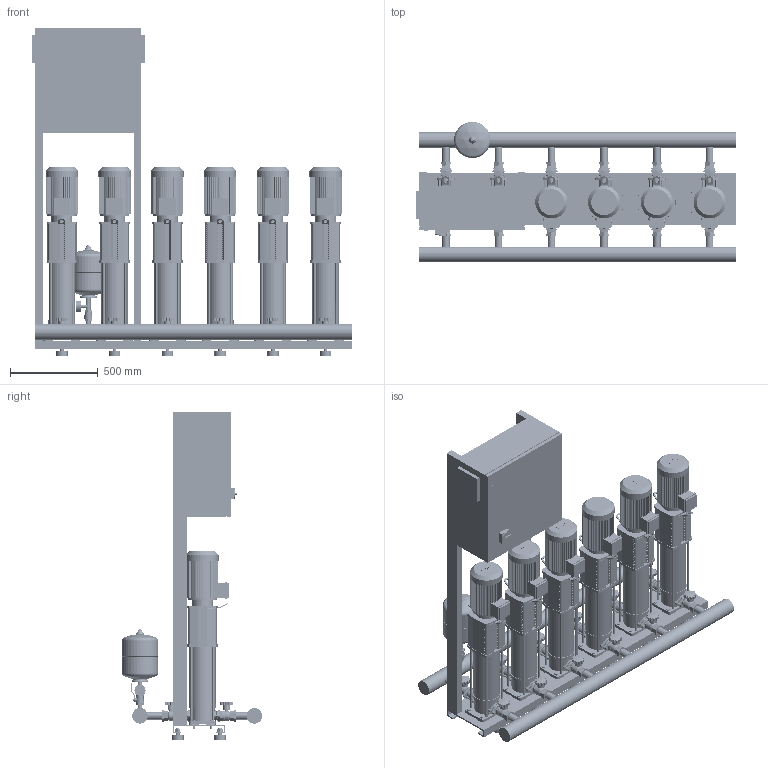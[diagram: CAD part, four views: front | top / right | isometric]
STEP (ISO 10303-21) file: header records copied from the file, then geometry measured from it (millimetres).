
FILE_DESCRIPTION((''),'2;1');
FILE_NAME('3d_CO-6HELIXV610_K_CC-01-2535373.stp','2016-01-25T07:49:14',(''),(''),'Mechanical Desktop 2009','Mechanical Desktop 2009',', , ');
FILE_SCHEMA(('CONFIG_CONTROL_DESIGN'));
Length unit declared in the file: millimetre
Products named in the file (1): Product
Bounding box: 1820 x 797.45 x 1870 mm (x, y, z)
Volume: 257441152.1 mm3; surface area: 14322734 mm2
Topology: 234 solids, 234 shells, 8873 faces, 23455 edges, 15462 vertices
Faces by surface type: plane 4362, bspline 2183, cylinder 1998, cone 300, torus 28, sphere 2
Entity records: 287693 total; most frequent: CARTESIAN_POINT 67834, ORIENTED_EDGE 46862, DIRECTION 41941, EDGE_CURVE 23431, VECTOR 16487, LINE 16487, VERTEX_POINT 15456, AXIS2_PLACEMENT_3D 12727
